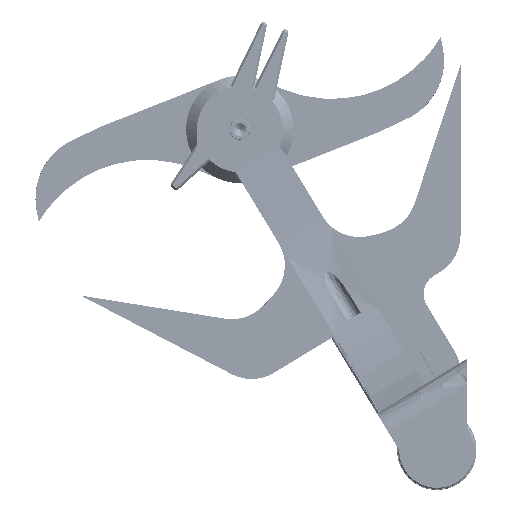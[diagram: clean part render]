
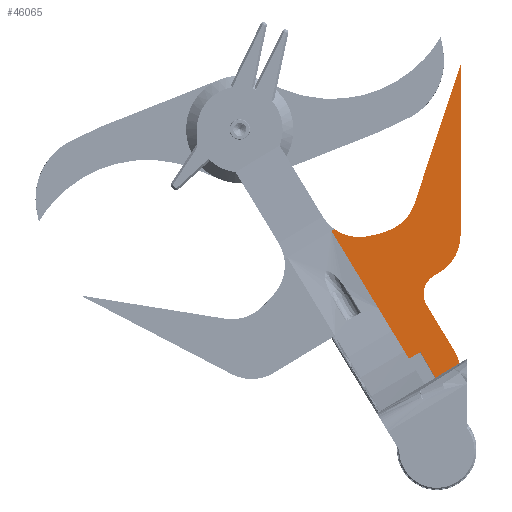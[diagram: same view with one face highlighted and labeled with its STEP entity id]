
A CAD part, left-side view. The second image highlights one B-rep face of the part: STEP entity #46065.
In plain terms, the highlighted free-form (B-spline) face has degree [1, 1] with [2, 2] control points.
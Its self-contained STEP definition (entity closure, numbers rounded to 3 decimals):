
#44580 = VERTEX_POINT('',#44581);
#44581 = CARTESIAN_POINT('',(-60.879,-115.3,
    -108.405));
#44586 = EDGE_CURVE('',#44587,#44580,#44589,.T.);
#44587 = VERTEX_POINT('',#44588);
#44588 = CARTESIAN_POINT('',(-60.879,-119.751,
    -90.226));
#44589 = ( BOUNDED_CURVE() B_SPLINE_CURVE(2,(#44590,#44591,#44592),
.UNSPECIFIED.,.F.,.F.) B_SPLINE_CURVE_WITH_KNOTS((3,3),(0.,
1.571),.PIECEWISE_BEZIER_KNOTS.) CURVE() 
GEOMETRIC_REPRESENTATION_ITEM() RATIONAL_B_SPLINE_CURVE((1.,
0.707,1.)) REPRESENTATION_ITEM('') );
#44590 = CARTESIAN_POINT('',(-60.879,-119.751,
    -90.226));
#44591 = CARTESIAN_POINT('',(-60.879,-108.436,
    -97.09));
#44592 = CARTESIAN_POINT('',(-60.879,-115.3,
    -108.405));
#44625 = EDGE_CURVE('',#44580,#44626,#44628,.T.);
#44626 = VERTEX_POINT('',#44627);
#44627 = CARTESIAN_POINT('',(-60.879,-132.322,
    -136.462));
#44628 = B_SPLINE_CURVE_WITH_KNOTS('',1,(#44629,#44630),.UNSPECIFIED.,
  .F.,.F.,(2,2),(6.94,31.736),
  .PIECEWISE_BEZIER_KNOTS.);
#44629 = CARTESIAN_POINT('',(-60.879,-115.3,
    -108.405));
#44630 = CARTESIAN_POINT('',(-60.879,-132.322,
    -136.462));
#44654 = EDGE_CURVE('',#44626,#44655,#44657,.T.);
#44655 = VERTEX_POINT('',#44656);
#44656 = CARTESIAN_POINT('',(-60.879,-136.161,
    -150.191));
#44657 = ( BOUNDED_CURVE() B_SPLINE_CURVE(2,(#44658,#44659,#44660),
.UNSPECIFIED.,.F.,.F.) B_SPLINE_CURVE_WITH_KNOTS((3,3),(5.738,
6.283),.PIECEWISE_BEZIER_KNOTS.) CURVE() 
GEOMETRIC_REPRESENTATION_ITEM() RATIONAL_B_SPLINE_CURVE((1.,
0.963,1.)) REPRESENTATION_ITEM('') );
#44658 = CARTESIAN_POINT('',(-60.879,-132.322,
    -136.462));
#44659 = CARTESIAN_POINT('',(-60.879,-136.161,
    -142.79));
#44660 = CARTESIAN_POINT('',(-60.879,-136.161,
    -150.191));
#44688 = VERTEX_POINT('',#44689);
#44689 = CARTESIAN_POINT('',(-60.879,-136.161,
    -65.37));
#44694 = EDGE_CURVE('',#44688,#44695,#44697,.T.);
#44695 = VERTEX_POINT('',#44696);
#44696 = CARTESIAN_POINT('',(-60.879,-123.42,
    -88.));
#44697 = ( BOUNDED_CURVE() B_SPLINE_CURVE(2,(#44698,#44699,#44700),
.UNSPECIFIED.,.F.,.F.) B_SPLINE_CURVE_WITH_KNOTS((3,3),(5.258,
6.283),.PIECEWISE_BEZIER_KNOTS.) CURVE() 
GEOMETRIC_REPRESENTATION_ITEM() RATIONAL_B_SPLINE_CURVE((1.,
0.871,1.)) REPRESENTATION_ITEM('') );
#44698 = CARTESIAN_POINT('',(-60.879,-136.161,
    -65.37));
#44699 = CARTESIAN_POINT('',(-60.879,-136.161,
    -80.271));
#44700 = CARTESIAN_POINT('',(-60.879,-123.42,
    -88.));
#44723 = EDGE_CURVE('',#44695,#44587,#44724,.T.);
#44724 = B_SPLINE_CURVE_WITH_KNOTS('',1,(#44725,#44726),.UNSPECIFIED.,
  .F.,.F.,(2,2),(-24.688,-21.445),
  .PIECEWISE_BEZIER_KNOTS.);
#44725 = CARTESIAN_POINT('',(-60.879,-123.42,
    -88.));
#44726 = CARTESIAN_POINT('',(-60.879,-119.751,
    -90.226));
#44992 = VERTEX_POINT('',#44993);
#44993 = CARTESIAN_POINT('',(-60.879,-136.161,
    39.704));
#44998 = EDGE_CURVE('',#44992,#44688,#44999,.T.);
#44999 = B_SPLINE_CURVE_WITH_KNOTS('',1,(#45000,#45001),.UNSPECIFIED.,
  .F.,.F.,(2,2),(-155.098,-75.705),
  .PIECEWISE_BEZIER_KNOTS.);
#45000 = CARTESIAN_POINT('',(-60.879,-136.161,
    39.704));
#45001 = CARTESIAN_POINT('',(-60.879,-136.161,
    -65.37));
#45464 = EDGE_CURVE('',#44655,#45465,#45467,.T.);
#45465 = VERTEX_POINT('',#45466);
#45466 = CARTESIAN_POINT('',(-60.879,-136.161,
    -180.206));
#45467 = B_SPLINE_CURVE_WITH_KNOTS('',1,(#45468,#45469),.UNSPECIFIED.,
  .F.,.F.,(2,2),(-11.613,11.066),
  .PIECEWISE_BEZIER_KNOTS.);
#45468 = CARTESIAN_POINT('',(-60.879,-136.161,
    -150.191));
#45469 = CARTESIAN_POINT('',(-60.879,-136.161,
    -180.206));
#45543 = EDGE_CURVE('',#45544,#45546,#45548,.T.);
#45544 = VERTEX_POINT('',#45545);
#45545 = CARTESIAN_POINT('',(-60.879,-56.514,
    -62.536));
#45546 = VERTEX_POINT('',#45547);
#45547 = CARTESIAN_POINT('',(-60.879,-85.806,
    -110.819));
#45548 = B_SPLINE_CURVE_WITH_KNOTS('',1,(#45549,#45550),.UNSPECIFIED.,
  .F.,.F.,(2,2),(-25.834,16.838),
  .PIECEWISE_BEZIER_KNOTS.);
#45549 = CARTESIAN_POINT('',(-60.879,-56.514,
    -62.536));
#45550 = CARTESIAN_POINT('',(-60.879,-85.806,
    -110.819));
#45619 = VERTEX_POINT('',#45620);
#45620 = CARTESIAN_POINT('',(-60.879,-107.703,
    -45.848));
#45625 = EDGE_CURVE('',#45619,#44992,#45626,.T.);
#45626 = B_SPLINE_CURVE_WITH_KNOTS('',1,(#45627,#45628),.UNSPECIFIED.,
  .F.,.F.,(2,2),(-68.125,0.),.PIECEWISE_BEZIER_KNOTS.);
#45627 = CARTESIAN_POINT('',(-60.879,-107.703,
    -45.848));
#45628 = CARTESIAN_POINT('',(-60.879,-136.161,
    39.704));
#45641 = EDGE_CURVE('',#45619,#45642,#45644,.T.);
#45642 = VERTEX_POINT('',#45643);
#45643 = CARTESIAN_POINT('',(-60.879,-92.47,
    -62.048));
#45644 = ( BOUNDED_CURVE() B_SPLINE_CURVE(2,(#45645,#45646,#45647),
.UNSPECIFIED.,.F.,.F.) B_SPLINE_CURVE_WITH_KNOTS((3,3),(5.85,
6.717),.PIECEWISE_BEZIER_KNOTS.) CURVE() 
GEOMETRIC_REPRESENTATION_ITEM() RATIONAL_B_SPLINE_CURVE((1.,
0.907,1.)) REPRESENTATION_ITEM('') );
#45645 = CARTESIAN_POINT('',(-60.879,-107.703,
    -45.848));
#45646 = CARTESIAN_POINT('',(-60.879,-103.836,
    -57.473));
#45647 = CARTESIAN_POINT('',(-60.879,-92.47,
    -62.048));
#45691 = EDGE_CURVE('',#45692,#45642,#45694,.T.);
#45692 = VERTEX_POINT('',#45693);
#45693 = CARTESIAN_POINT('',(-60.879,-77.859,
    -66.078));
#45694 = ( BOUNDED_CURVE() B_SPLINE_CURVE(2,(#45695,#45696,#45697),
.UNSPECIFIED.,.F.,.F.) B_SPLINE_CURVE_WITH_KNOTS((3,3),(0.156,
0.383),.PIECEWISE_BEZIER_KNOTS.) CURVE() 
GEOMETRIC_REPRESENTATION_ITEM() RATIONAL_B_SPLINE_CURVE((1.,
0.994,1.)) REPRESENTATION_ITEM('') );
#45695 = CARTESIAN_POINT('',(-60.879,-77.859,
    -66.078));
#45696 = CARTESIAN_POINT('',(-60.879,-85.394,
    -64.896));
#45697 = CARTESIAN_POINT('',(-60.879,-92.47,
    -62.048));
#45717 = EDGE_CURVE('',#45692,#45718,#45720,.T.);
#45718 = VERTEX_POINT('',#45719);
#45719 = CARTESIAN_POINT('',(-60.879,-58.328,
    -61.435));
#45720 = ( BOUNDED_CURVE() B_SPLINE_CURVE(2,(#45721,#45722,#45723),
.UNSPECIFIED.,.F.,.F.) B_SPLINE_CURVE_WITH_KNOTS((3,3),(5.693,
6.471),.PIECEWISE_BEZIER_KNOTS.) CURVE() 
GEOMETRIC_REPRESENTATION_ITEM() RATIONAL_B_SPLINE_CURVE((1.,
0.925,1.)) REPRESENTATION_ITEM('') );
#45721 = CARTESIAN_POINT('',(-60.879,-77.859,
    -66.078));
#45722 = CARTESIAN_POINT('',(-60.879,-67.142,
    -67.758));
#45723 = CARTESIAN_POINT('',(-60.879,-58.328,
    -61.435));
#45879 = EDGE_CURVE('',#45544,#45718,#45880,.T.);
#45880 = B_SPLINE_CURVE_WITH_KNOTS('',1,(#45881,#45882),.UNSPECIFIED.,
  .F.,.F.,(2,2),(24.,25.604),.PIECEWISE_BEZIER_KNOTS.);
#45881 = CARTESIAN_POINT('',(-60.879,-56.514,
    -62.536));
#45882 = CARTESIAN_POINT('',(-60.879,-58.328,
    -61.435));
#46048 = VERTEX_POINT('',#46049);
#46049 = CARTESIAN_POINT('',(-60.879,-104.34,
    -141.37));
#46054 = EDGE_CURVE('',#45546,#46048,#46055,.T.);
#46055 = B_SPLINE_CURVE_WITH_KNOTS('',1,(#46056,#46057),.UNSPECIFIED.,
  .F.,.F.,(2,2),(16.838,43.838),
  .PIECEWISE_BEZIER_KNOTS.);
#46056 = CARTESIAN_POINT('',(-60.879,-85.806,
    -110.819));
#46057 = CARTESIAN_POINT('',(-60.879,-104.34,
    -141.37));
#46065 = ADVANCED_FACE('',(#46066),#46094,.F.);
#46066 = FACE_BOUND('',#46067,.T.);
#46067 = EDGE_LOOP('',(#46068,#46069,#46070,#46071,#46072,#46073,#46074,
    #46075,#46076,#46077,#46078,#46079,#46080,#46081,#46088,#46093));
#46068 = ORIENTED_EDGE('',*,*,#44654,.F.);
#46069 = ORIENTED_EDGE('',*,*,#44625,.F.);
#46070 = ORIENTED_EDGE('',*,*,#44586,.F.);
#46071 = ORIENTED_EDGE('',*,*,#44723,.F.);
#46072 = ORIENTED_EDGE('',*,*,#44694,.F.);
#46073 = ORIENTED_EDGE('',*,*,#44998,.F.);
#46074 = ORIENTED_EDGE('',*,*,#45625,.F.);
#46075 = ORIENTED_EDGE('',*,*,#45641,.T.);
#46076 = ORIENTED_EDGE('',*,*,#45691,.F.);
#46077 = ORIENTED_EDGE('',*,*,#45717,.T.);
#46078 = ORIENTED_EDGE('',*,*,#45879,.F.);
#46079 = ORIENTED_EDGE('',*,*,#45543,.T.);
#46080 = ORIENTED_EDGE('',*,*,#46054,.T.);
#46081 = ORIENTED_EDGE('',*,*,#46082,.F.);
#46082 = EDGE_CURVE('',#46083,#46048,#46085,.T.);
#46083 = VERTEX_POINT('',#46084);
#46084 = CARTESIAN_POINT('',(-60.879,-111.389,
    -137.3));
#46085 = B_SPLINE_CURVE_WITH_KNOTS('',1,(#46086,#46087),.UNSPECIFIED.,
  .F.,.F.,(2,2),(-28.963,-22.813),
  .PIECEWISE_BEZIER_KNOTS.);
#46086 = CARTESIAN_POINT('',(-60.879,-111.389,
    -137.3));
#46087 = CARTESIAN_POINT('',(-60.879,-104.34,
    -141.37));
#46088 = ORIENTED_EDGE('',*,*,#46089,.T.);
#46089 = EDGE_CURVE('',#46083,#45465,#46090,.T.);
#46090 = B_SPLINE_CURVE_WITH_KNOTS('',1,(#46091,#46092),.UNSPECIFIED.,
  .F.,.F.,(2,2),(0.,37.435),.PIECEWISE_BEZIER_KNOTS.);
#46091 = CARTESIAN_POINT('',(-60.879,-111.389,
    -137.3));
#46092 = CARTESIAN_POINT('',(-60.879,-136.161,
    -180.206));
#46093 = ORIENTED_EDGE('',*,*,#45464,.F.);
#46094 = B_SPLINE_SURFACE_WITH_KNOTS('',1,1,(
    (#46095,#46096)
    ,(#46097,#46098
    )),.UNSPECIFIED.,.F.,.F.,.F.,(2,2),(2,2),(-95.904,
    70.261),(-63.941,-3.76),
  .PIECEWISE_BEZIER_KNOTS.);
#46095 = CARTESIAN_POINT('',(-60.879,-136.161,
    39.704));
#46096 = CARTESIAN_POINT('',(-60.879,-56.514,
    39.704));
#46097 = CARTESIAN_POINT('',(-60.879,-136.161,
    -180.206));
#46098 = CARTESIAN_POINT('',(-60.879,-56.514,
    -180.206));
